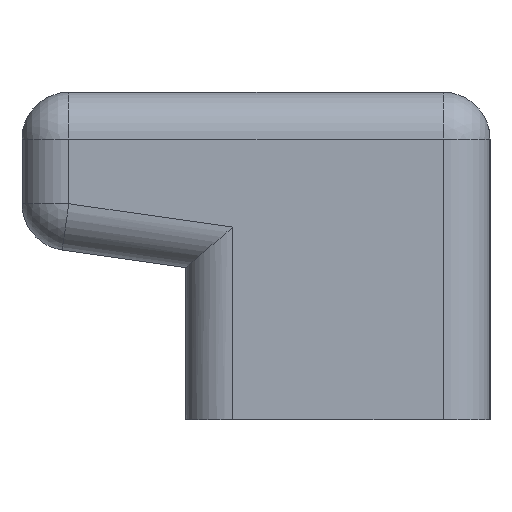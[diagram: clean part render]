
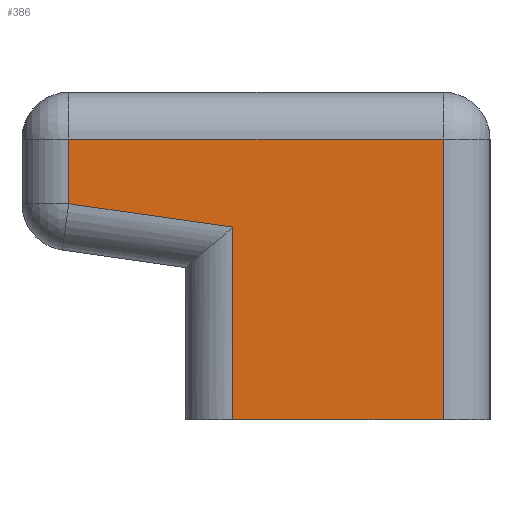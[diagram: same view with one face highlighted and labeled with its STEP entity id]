
A CAD part, left-side view. The second image highlights one B-rep face of the part: STEP entity #386.
In plain terms, the highlighted planar face has unit normal (-1, 0, 0).
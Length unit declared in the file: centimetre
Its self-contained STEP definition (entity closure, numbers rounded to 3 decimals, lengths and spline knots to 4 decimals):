
#29 = VECTOR ( 'NONE', #783, 100. ) ;
#57 = DIRECTION ( 'NONE',  ( 0., 1., 0. ) ) ;
#100 = CARTESIAN_POINT ( 'NONE',  ( -6.2531, 2., -0.7158 ) ) ;
#126 = EDGE_CURVE ( 'NONE', #551, #139, #1104, .T. ) ;
#138 = DIRECTION ( 'NONE',  ( 1., 0., 0. ) ) ;
#139 = VERTEX_POINT ( 'NONE', #1012 ) ;
#248 = CARTESIAN_POINT ( 'NONE',  ( -6.2531, 1.1, 0.1076 ) ) ;
#275 = ORIENTED_EDGE ( 'NONE', *, *, #1103, .T. ) ;
#281 = VECTOR ( 'NONE', #478, 100. ) ;
#360 = FACE_OUTER_BOUND ( 'NONE', #915, .T. ) ;
#361 = DIRECTION ( 'NONE',  ( 0., 0., 1. ) ) ;
#370 = ORIENTED_EDGE ( 'NONE', *, *, #1006, .T. ) ;
#386 = ADVANCED_FACE ( 'NONE', ( #360 ), #716, .F. ) ;
#387 = ORIENTED_EDGE ( 'NONE', *, *, #805, .T. ) ;
#411 = CARTESIAN_POINT ( 'NONE',  ( -6.2531, 1.1, -0.7158 ) ) ;
#431 = VERTEX_POINT ( 'NONE', #411 ) ;
#443 = CARTESIAN_POINT ( 'NONE',  ( -6.2531, 0.2, -0.7158 ) ) ;
#450 = LINE ( 'NONE', #1124, #587 ) ;
#478 = DIRECTION ( 'NONE',  ( 0., 0., -1. ) ) ;
#482 = AXIS2_PLACEMENT_3D ( 'NONE', #100, #138, #1119 ) ;
#493 = LINE ( 'NONE', #751, #281 ) ;
#511 = DIRECTION ( 'NONE',  ( 0., -0.99, -0.141 ) ) ;
#551 = VERTEX_POINT ( 'NONE', #926 ) ;
#566 = ORIENTED_EDGE ( 'NONE', *, *, #1089, .T. ) ;
#587 = VECTOR ( 'NONE', #361, 100. ) ;
#588 = LINE ( 'NONE', #1128, #29 ) ;
#627 = VERTEX_POINT ( 'NONE', #248 ) ;
#634 = VECTOR ( 'NONE', #511, 100. ) ;
#673 = ORIENTED_EDGE ( 'NONE', *, *, #126, .T. ) ;
#692 = VERTEX_POINT ( 'NONE', #720 ) ;
#707 = ORIENTED_EDGE ( 'NONE', *, *, #824, .T. ) ;
#716 = PLANE ( 'NONE',  #482 ) ;
#720 = CARTESIAN_POINT ( 'NONE',  ( -6.2531, 1.8, 0.2076 ) ) ;
#729 = VERTEX_POINT ( 'NONE', #443 ) ;
#751 = CARTESIAN_POINT ( 'NONE',  ( -6.2531, 1.1, -0.7158 ) ) ;
#783 = DIRECTION ( 'NONE',  ( 0., -1., 0. ) ) ;
#805 = EDGE_CURVE ( 'NONE', #729, #551, #450, .T. ) ;
#821 = VECTOR ( 'NONE', #898, 100. ) ;
#824 = EDGE_CURVE ( 'NONE', #139, #692, #882, .T. ) ;
#832 = CARTESIAN_POINT ( 'NONE',  ( -6.2531, 1.8667, 0.2171 ) ) ;
#882 = LINE ( 'NONE', #1072, #821 ) ;
#898 = DIRECTION ( 'NONE',  ( 0., 0., -1. ) ) ;
#915 = EDGE_LOOP ( 'NONE', ( #275, #370, #566, #387, #673, #707 ) ) ;
#926 = CARTESIAN_POINT ( 'NONE',  ( -6.2531, 0.2, 0.4842 ) ) ;
#937 = LINE ( 'NONE', #832, #634 ) ;
#1006 = EDGE_CURVE ( 'NONE', #627, #431, #493, .T. ) ;
#1012 = CARTESIAN_POINT ( 'NONE',  ( -6.2531, 1.8, 0.4842 ) ) ;
#1018 = VECTOR ( 'NONE', #57, 100. ) ;
#1039 = CARTESIAN_POINT ( 'NONE',  ( -6.2531, 2., 0.4842 ) ) ;
#1072 = CARTESIAN_POINT ( 'NONE',  ( -6.2531, 1.8, 0.0342 ) ) ;
#1089 = EDGE_CURVE ( 'NONE', #431, #729, #588, .T. ) ;
#1103 = EDGE_CURVE ( 'NONE', #692, #627, #937, .T. ) ;
#1104 = LINE ( 'NONE', #1039, #1018 ) ;
#1119 = DIRECTION ( 'NONE',  ( 0., 0., -1. ) ) ;
#1124 = CARTESIAN_POINT ( 'NONE',  ( -6.2531, 0.2, -0.7158 ) ) ;
#1128 = CARTESIAN_POINT ( 'NONE',  ( -6.2531, 2., -0.7158 ) ) ;
